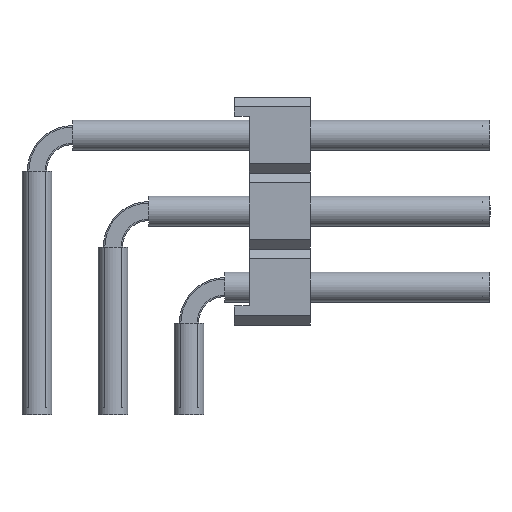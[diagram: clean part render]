
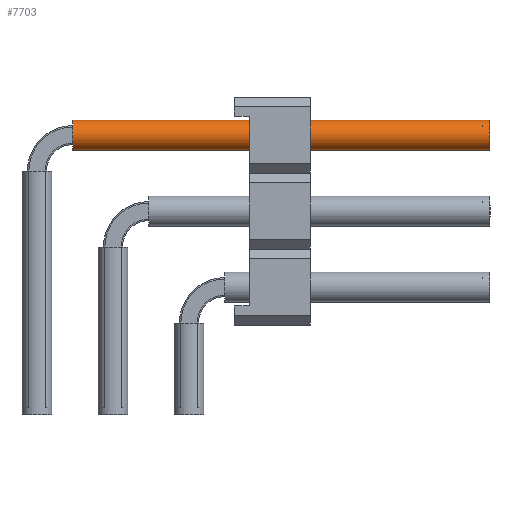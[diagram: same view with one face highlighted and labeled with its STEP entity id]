
A CAD part, left-side view. The second image highlights one B-rep face of the part: STEP entity #7703.
In plain terms, the highlighted cylindrical face has radius 0.5 mm (diameter 1 mm), a full revolution.
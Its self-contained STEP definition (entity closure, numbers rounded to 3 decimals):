
#4044=ORIENTED_EDGE('',*,*,#5224,.F.);
#4045=ORIENTED_EDGE('',*,*,#5225,.T.);
#5224=EDGE_CURVE('',#5984,#5984,#6292,.T.);
#5225=EDGE_CURVE('',#5985,#5985,#6293,.T.);
#5984=VERTEX_POINT('',#12883);
#5985=VERTEX_POINT('',#12885);
#6292=CIRCLE('',#8471,0.5);
#6293=CIRCLE('',#8472,0.5);
#6724=EDGE_LOOP('',(#4044));
#6725=EDGE_LOOP('',(#4045));
#7170=FACE_BOUND('',#6724,.T.);
#7171=FACE_BOUND('',#6725,.T.);
#7337=CYLINDRICAL_SURFACE('',#8470,0.5);
#7703=ADVANCED_FACE('',(#7170,#7171),#7337,.F.);
#8470=AXIS2_PLACEMENT_3D('',#12881,#10588,#10589);
#8471=AXIS2_PLACEMENT_3D('',#12882,#10590,#10591);
#8472=AXIS2_PLACEMENT_3D('',#12884,#10592,#10593);
#10588=DIRECTION('',(1.,0.,0.));
#10589=DIRECTION('',(0.,0.,-1.));
#10590=DIRECTION('',(-1.,0.,0.));
#10591=DIRECTION('',(0.,0.,1.));
#10592=DIRECTION('',(-1.,0.,0.));
#10593=DIRECTION('',(0.,0.,1.));
#12881=CARTESIAN_POINT('',(1.2,0.,9.35));
#12882=CARTESIAN_POINT('',(15.14,0.,9.35));
#12883=CARTESIAN_POINT('',(15.14,0.,9.85));
#12884=CARTESIAN_POINT('',(1.2,0.,9.35));
#12885=CARTESIAN_POINT('',(1.2,0.,9.85));
